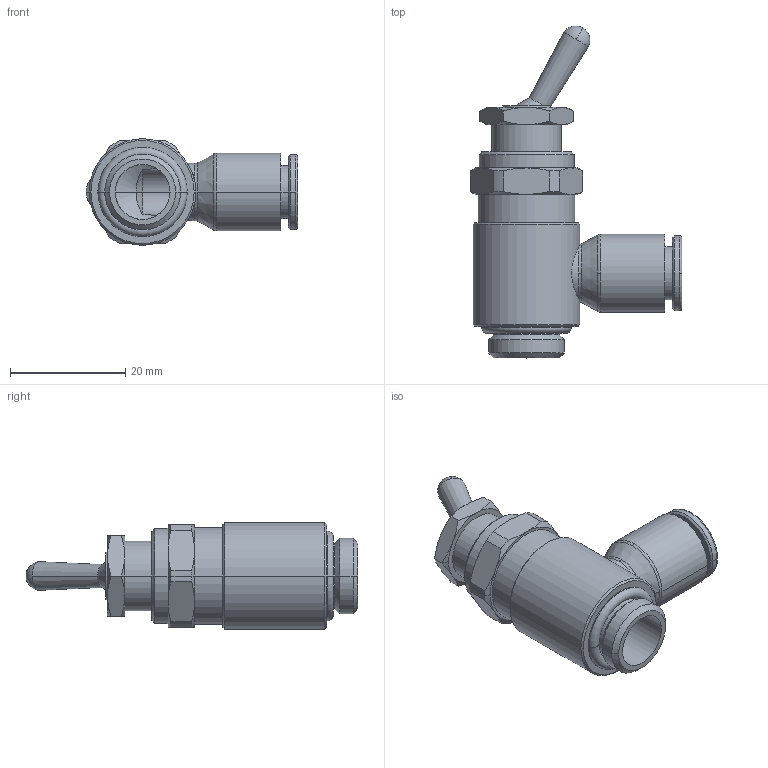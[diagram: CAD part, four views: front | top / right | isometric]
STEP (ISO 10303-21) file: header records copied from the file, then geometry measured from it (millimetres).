
FILE_DESCRIPTION(('STEP AP214'),'1');
FILE_NAME('7802_08_13.stp','2016-07-07T14:59:02',('TraceParts'),('TraceParts S.A.'),'Spatial InterOp 3D',' ',' ');
FILE_SCHEMA(('automotive_design'));
Length unit declared in the file: millimetre
Products named in the file (2): 1; 2
Bounding box: 36.65 x 57.58 x 18.5 mm (x, y, z)
Volume: 10026.3 mm3; surface area: 5591.2 mm2
Topology: 2 solids, 2 shells, 145 faces, 334 edges, 204 vertices
Faces by surface type: cone 62, cylinder 36, plane 29, torus 18
Entity records: 4512 total; most frequent: CARTESIAN_POINT 1210, DIRECTION 750, ORIENTED_EDGE 668, AXIS2_PLACEMENT_3D 334, EDGE_CURVE 334, VERTEX_POINT 204, CIRCLE 181, EDGE_LOOP 160
